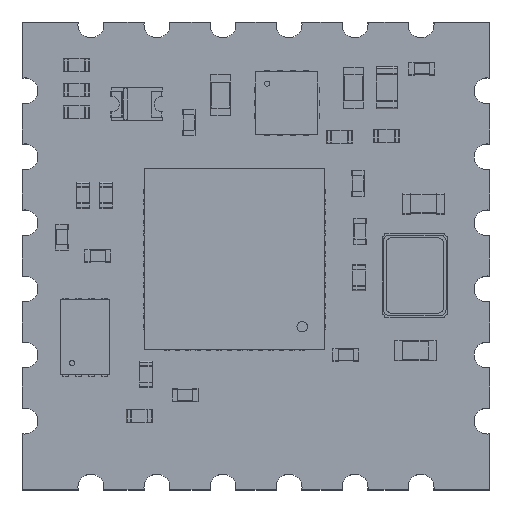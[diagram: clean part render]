
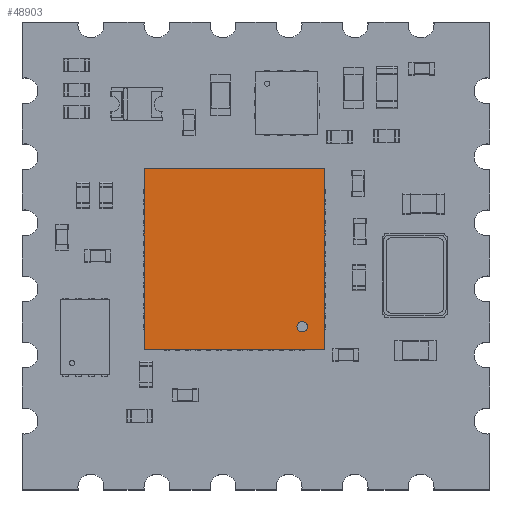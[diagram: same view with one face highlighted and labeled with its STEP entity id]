
A CAD part, top view. The second image highlights one B-rep face of the part: STEP entity #48903.
In plain terms, the highlighted planar face has unit normal (0, 0, 1).
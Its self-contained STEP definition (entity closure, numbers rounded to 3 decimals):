
#25685 = PLANE('',#25686);
#25686 = AXIS2_PLACEMENT_3D('',#25687,#25688,#25689);
#25687 = CARTESIAN_POINT('',(-3.475,-3.475,0.05));
#25688 = DIRECTION('',(1.,0.,0.));
#25689 = DIRECTION('',(0.,0.,1.));
#25713 = PLANE('',#25714);
#25714 = AXIS2_PLACEMENT_3D('',#25715,#25716,#25717);
#25715 = CARTESIAN_POINT('',(-3.475,-3.475,0.05));
#25716 = DIRECTION('',(0.,1.,0.));
#25717 = DIRECTION('',(0.,-0.,1.));
#27239 = PLANE('',#27240);
#27240 = AXIS2_PLACEMENT_3D('',#27241,#27242,#27243);
#27241 = CARTESIAN_POINT('',(3.475,-3.475,0.05));
#27242 = DIRECTION('',(1.,0.,0.));
#27243 = DIRECTION('',(0.,0.,1.));
#28765 = PLANE('',#28766);
#28766 = AXIS2_PLACEMENT_3D('',#28767,#28768,#28769);
#28767 = CARTESIAN_POINT('',(-3.475,3.475,0.05));
#28768 = DIRECTION('',(0.,1.,0.));
#28769 = DIRECTION('',(0.,-0.,1.));
#31906 = EDGE_CURVE('',#31907,#31909,#31911,.T.);
#31907 = VERTEX_POINT('',#31908);
#31908 = CARTESIAN_POINT('',(-3.475,-3.475,0.95));
#31909 = VERTEX_POINT('',#31910);
#31910 = CARTESIAN_POINT('',(-3.475,3.475,0.95));
#31911 = SURFACE_CURVE('',#31912,(#31916,#31923),.PCURVE_S1.);
#31912 = LINE('',#31913,#31914);
#31913 = CARTESIAN_POINT('',(-3.475,-3.475,0.95));
#31914 = VECTOR('',#31915,1.);
#31915 = DIRECTION('',(0.,1.,0.));
#31916 = PCURVE('',#25685,#31917);
#31917 = DEFINITIONAL_REPRESENTATION('',(#31918),#31922);
#31918 = LINE('',#31919,#31920);
#31919 = CARTESIAN_POINT('',(0.9,0.));
#31920 = VECTOR('',#31921,1.);
#31921 = DIRECTION('',(0.,-1.));
#31922 = ( GEOMETRIC_REPRESENTATION_CONTEXT(2) 
PARAMETRIC_REPRESENTATION_CONTEXT() REPRESENTATION_CONTEXT('2D SPACE',''
  ) );
#31923 = PCURVE('',#31924,#31929);
#31924 = PLANE('',#31925);
#31925 = AXIS2_PLACEMENT_3D('',#31926,#31927,#31928);
#31926 = CARTESIAN_POINT('',(-3.475,-3.475,0.95));
#31927 = DIRECTION('',(0.,0.,1.));
#31928 = DIRECTION('',(1.,0.,-0.));
#31929 = DEFINITIONAL_REPRESENTATION('',(#31930),#31934);
#31930 = LINE('',#31931,#31932);
#31931 = CARTESIAN_POINT('',(0.,0.));
#31932 = VECTOR('',#31933,1.);
#31933 = DIRECTION('',(0.,1.));
#31934 = ( GEOMETRIC_REPRESENTATION_CONTEXT(2) 
PARAMETRIC_REPRESENTATION_CONTEXT() REPRESENTATION_CONTEXT('2D SPACE',''
  ) );
#36184 = EDGE_CURVE('',#31909,#36185,#36187,.T.);
#36185 = VERTEX_POINT('',#36186);
#36186 = CARTESIAN_POINT('',(3.475,3.475,0.95));
#36187 = SURFACE_CURVE('',#36188,(#36192,#36199),.PCURVE_S1.);
#36188 = LINE('',#36189,#36190);
#36189 = CARTESIAN_POINT('',(-3.475,3.475,0.95));
#36190 = VECTOR('',#36191,1.);
#36191 = DIRECTION('',(1.,0.,0.));
#36192 = PCURVE('',#28765,#36193);
#36193 = DEFINITIONAL_REPRESENTATION('',(#36194),#36198);
#36194 = LINE('',#36195,#36196);
#36195 = CARTESIAN_POINT('',(0.9,0.));
#36196 = VECTOR('',#36197,1.);
#36197 = DIRECTION('',(0.,1.));
#36198 = ( GEOMETRIC_REPRESENTATION_CONTEXT(2) 
PARAMETRIC_REPRESENTATION_CONTEXT() REPRESENTATION_CONTEXT('2D SPACE',''
  ) );
#36199 = PCURVE('',#31924,#36200);
#36200 = DEFINITIONAL_REPRESENTATION('',(#36201),#36205);
#36201 = LINE('',#36202,#36203);
#36202 = CARTESIAN_POINT('',(0.,6.95));
#36203 = VECTOR('',#36204,1.);
#36204 = DIRECTION('',(1.,0.));
#36205 = ( GEOMETRIC_REPRESENTATION_CONTEXT(2) 
PARAMETRIC_REPRESENTATION_CONTEXT() REPRESENTATION_CONTEXT('2D SPACE',''
  ) );
#40431 = EDGE_CURVE('',#40432,#36185,#40434,.T.);
#40432 = VERTEX_POINT('',#40433);
#40433 = CARTESIAN_POINT('',(3.475,-3.475,0.95));
#40434 = SURFACE_CURVE('',#40435,(#40439,#40446),.PCURVE_S1.);
#40435 = LINE('',#40436,#40437);
#40436 = CARTESIAN_POINT('',(3.475,-3.475,0.95));
#40437 = VECTOR('',#40438,1.);
#40438 = DIRECTION('',(0.,1.,0.));
#40439 = PCURVE('',#27239,#40440);
#40440 = DEFINITIONAL_REPRESENTATION('',(#40441),#40445);
#40441 = LINE('',#40442,#40443);
#40442 = CARTESIAN_POINT('',(0.9,0.));
#40443 = VECTOR('',#40444,1.);
#40444 = DIRECTION('',(0.,-1.));
#40445 = ( GEOMETRIC_REPRESENTATION_CONTEXT(2) 
PARAMETRIC_REPRESENTATION_CONTEXT() REPRESENTATION_CONTEXT('2D SPACE',''
  ) );
#40446 = PCURVE('',#31924,#40447);
#40447 = DEFINITIONAL_REPRESENTATION('',(#40448),#40452);
#40448 = LINE('',#40449,#40450);
#40449 = CARTESIAN_POINT('',(6.95,0.));
#40450 = VECTOR('',#40451,1.);
#40451 = DIRECTION('',(0.,1.));
#40452 = ( GEOMETRIC_REPRESENTATION_CONTEXT(2) 
PARAMETRIC_REPRESENTATION_CONTEXT() REPRESENTATION_CONTEXT('2D SPACE',''
  ) );
#44682 = EDGE_CURVE('',#31907,#40432,#44683,.T.);
#44683 = SURFACE_CURVE('',#44684,(#44688,#44695),.PCURVE_S1.);
#44684 = LINE('',#44685,#44686);
#44685 = CARTESIAN_POINT('',(-3.475,-3.475,0.95));
#44686 = VECTOR('',#44687,1.);
#44687 = DIRECTION('',(1.,0.,0.));
#44688 = PCURVE('',#25713,#44689);
#44689 = DEFINITIONAL_REPRESENTATION('',(#44690),#44694);
#44690 = LINE('',#44691,#44692);
#44691 = CARTESIAN_POINT('',(0.9,0.));
#44692 = VECTOR('',#44693,1.);
#44693 = DIRECTION('',(0.,1.));
#44694 = ( GEOMETRIC_REPRESENTATION_CONTEXT(2) 
PARAMETRIC_REPRESENTATION_CONTEXT() REPRESENTATION_CONTEXT('2D SPACE',''
  ) );
#44695 = PCURVE('',#31924,#44696);
#44696 = DEFINITIONAL_REPRESENTATION('',(#44697),#44701);
#44697 = LINE('',#44698,#44699);
#44698 = CARTESIAN_POINT('',(0.,0.));
#44699 = VECTOR('',#44700,1.);
#44700 = DIRECTION('',(1.,0.));
#44701 = ( GEOMETRIC_REPRESENTATION_CONTEXT(2) 
PARAMETRIC_REPRESENTATION_CONTEXT() REPRESENTATION_CONTEXT('2D SPACE',''
  ) );
#48903 = ADVANCED_FACE('',(#48904,#48910),#31924,.T.);
#48904 = FACE_BOUND('',#48905,.T.);
#48905 = EDGE_LOOP('',(#48906,#48907,#48908,#48909));
#48906 = ORIENTED_EDGE('',*,*,#31906,.F.);
#48907 = ORIENTED_EDGE('',*,*,#44682,.T.);
#48908 = ORIENTED_EDGE('',*,*,#40431,.T.);
#48909 = ORIENTED_EDGE('',*,*,#36184,.F.);
#48910 = FACE_BOUND('',#48911,.T.);
#48911 = EDGE_LOOP('',(#48912));
#48912 = ORIENTED_EDGE('',*,*,#48913,.T.);
#48913 = EDGE_CURVE('',#48914,#48914,#48916,.T.);
#48914 = VERTEX_POINT('',#48915);
#48915 = CARTESIAN_POINT('',(-2.4,-2.6,0.95));
#48916 = SURFACE_CURVE('',#48917,(#48922,#48933),.PCURVE_S1.);
#48917 = CIRCLE('',#48918,0.2);
#48918 = AXIS2_PLACEMENT_3D('',#48919,#48920,#48921);
#48919 = CARTESIAN_POINT('',(-2.6,-2.6,0.95));
#48920 = DIRECTION('',(0.,0.,-1.));
#48921 = DIRECTION('',(1.,0.,0.));
#48922 = PCURVE('',#31924,#48923);
#48923 = DEFINITIONAL_REPRESENTATION('',(#48924),#48932);
#48924 = ( BOUNDED_CURVE() B_SPLINE_CURVE(2,(#48925,#48926,#48927,#48928
    ,#48929,#48930,#48931),.UNSPECIFIED.,.T.,.F.) 
B_SPLINE_CURVE_WITH_KNOTS((1,2,2,2,2,1),(-2.094,0.,
    2.094,4.189,6.283,8.378),
.UNSPECIFIED.) CURVE() GEOMETRIC_REPRESENTATION_ITEM() 
RATIONAL_B_SPLINE_CURVE((1.,0.5,1.,0.5,1.,0.5,1.)) REPRESENTATION_ITEM(
  '') );
#48925 = CARTESIAN_POINT('',(1.075,0.875));
#48926 = CARTESIAN_POINT('',(1.075,0.529));
#48927 = CARTESIAN_POINT('',(0.775,0.702));
#48928 = CARTESIAN_POINT('',(0.475,0.875));
#48929 = CARTESIAN_POINT('',(0.775,1.048));
#48930 = CARTESIAN_POINT('',(1.075,1.221));
#48931 = CARTESIAN_POINT('',(1.075,0.875));
#48932 = ( GEOMETRIC_REPRESENTATION_CONTEXT(2) 
PARAMETRIC_REPRESENTATION_CONTEXT() REPRESENTATION_CONTEXT('2D SPACE',''
  ) );
#48933 = PCURVE('',#48934,#48939);
#48934 = CYLINDRICAL_SURFACE('',#48935,0.2);
#48935 = AXIS2_PLACEMENT_3D('',#48936,#48937,#48938);
#48936 = CARTESIAN_POINT('',(-2.6,-2.6,1.05));
#48937 = DIRECTION('',(-0.,-0.,-1.));
#48938 = DIRECTION('',(1.,0.,0.));
#48939 = DEFINITIONAL_REPRESENTATION('',(#48940),#48944);
#48940 = LINE('',#48941,#48942);
#48941 = CARTESIAN_POINT('',(0.,0.1));
#48942 = VECTOR('',#48943,1.);
#48943 = DIRECTION('',(1.,0.));
#48944 = ( GEOMETRIC_REPRESENTATION_CONTEXT(2) 
PARAMETRIC_REPRESENTATION_CONTEXT() REPRESENTATION_CONTEXT('2D SPACE',''
  ) );
